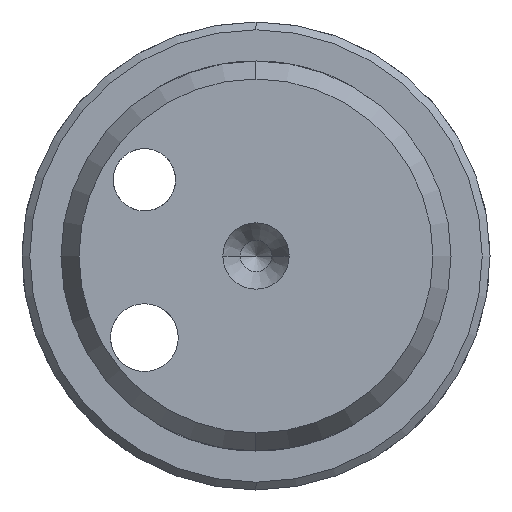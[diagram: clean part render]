
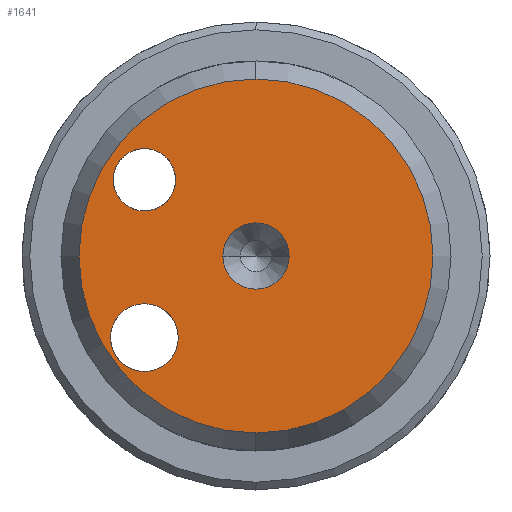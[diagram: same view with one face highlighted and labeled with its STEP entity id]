
A CAD part, left-side view. The second image highlights one B-rep face of the part: STEP entity #1641.
In plain terms, the highlighted planar face has unit normal (-1, 0, 0).
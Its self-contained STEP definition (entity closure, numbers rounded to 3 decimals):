
#56 = FACE_BOUND ( 'NONE', #2654, .T. ) ;
#61 = EDGE_LOOP ( 'NONE', ( #1886, #123 ) ) ;
#92 = CARTESIAN_POINT ( 'NONE',  ( -155., 0., 0. ) ) ;
#93 = VERTEX_POINT ( 'NONE', #2051 ) ;
#123 = ORIENTED_EDGE ( 'NONE', *, *, #1019, .T. ) ;
#129 = AXIS2_PLACEMENT_3D ( 'NONE', #2155, #3259, #761 ) ;
#181 = VERTEX_POINT ( 'NONE', #3164 ) ;
#291 = ORIENTED_EDGE ( 'NONE', *, *, #360, .T. ) ;
#355 = ORIENTED_EDGE ( 'NONE', *, *, #550, .T. ) ;
#360 = EDGE_CURVE ( 'NONE', #181, #1283, #1861, .T. ) ;
#383 = EDGE_CURVE ( 'NONE', #1283, #181, #2859, .T. ) ;
#387 = ORIENTED_EDGE ( 'NONE', *, *, #725, .T. ) ;
#408 = CIRCLE ( 'NONE', #129, 2.125 ) ;
#501 = DIRECTION ( 'NONE',  ( 1., 0., 0. ) ) ;
#530 = DIRECTION ( 'NONE',  ( 0., 0., -1. ) ) ;
#540 = VERTEX_POINT ( 'NONE', #2917 ) ;
#550 = EDGE_CURVE ( 'NONE', #93, #2482, #3194, .T. ) ;
#563 = EDGE_LOOP ( 'NONE', ( #2703, #2717 ) ) ;
#578 = AXIS2_PLACEMENT_3D ( 'NONE', #2150, #501, #1599 ) ;
#584 = AXIS2_PLACEMENT_3D ( 'NONE', #1904, #3013, #530 ) ;
#588 = AXIS2_PLACEMENT_3D ( 'NONE', #862, #1985, #3086 ) ;
#599 = DIRECTION ( 'NONE',  ( 0., 0., -1. ) ) ;
#725 = EDGE_CURVE ( 'NONE', #2482, #93, #2628, .T. ) ;
#761 = DIRECTION ( 'NONE',  ( 0., 1., 0. ) ) ;
#775 = EDGE_CURVE ( 'NONE', #540, #2110, #1377, .T. ) ;
#811 = AXIS2_PLACEMENT_3D ( 'NONE', #1107, #2248, #3337 ) ;
#820 = CARTESIAN_POINT ( 'NONE',  ( -155., 0., 0. ) ) ;
#862 = CARTESIAN_POINT ( 'NONE',  ( -155., 12.5, 0. ) ) ;
#966 = DIRECTION ( 'NONE',  ( 1., 0., 0. ) ) ;
#1019 = EDGE_CURVE ( 'NONE', #1938, #1463, #408, .T. ) ;
#1087 = EDGE_LOOP ( 'NONE', ( #2944, #291 ) ) ;
#1107 = CARTESIAN_POINT ( 'NONE',  ( -155., 7.155, 4.888 ) ) ;
#1119 = CIRCLE ( 'NONE', #1477, 11.345 ) ;
#1127 = FACE_OUTER_BOUND ( 'NONE', #563, .T. ) ;
#1151 = AXIS2_PLACEMENT_3D ( 'NONE', #3462, #966, #2088 ) ;
#1167 = DIRECTION ( 'NONE',  ( -1., 0., 0. ) ) ;
#1283 = VERTEX_POINT ( 'NONE', #2901 ) ;
#1377 = CIRCLE ( 'NONE', #2969, 11.345 ) ;
#1430 = CARTESIAN_POINT ( 'NONE',  ( -155., 0., 11.345 ) ) ;
#1463 = VERTEX_POINT ( 'NONE', #2433 ) ;
#1477 = AXIS2_PLACEMENT_3D ( 'NONE', #92, #1167, #2311 ) ;
#1481 = EDGE_CURVE ( 'NONE', #1463, #1938, #2620, .T. ) ;
#1599 = DIRECTION ( 'NONE',  ( 0., 1., 0. ) ) ;
#1641 = ADVANCED_FACE ( 'NONE', ( #2538, #56, #1127, #2267 ), #3357, .F. ) ;
#1666 = EDGE_CURVE ( 'NONE', #2110, #540, #1119, .T. ) ;
#1861 = CIRCLE ( 'NONE', #811, 2. ) ;
#1886 = ORIENTED_EDGE ( 'NONE', *, *, #1481, .T. ) ;
#1904 = CARTESIAN_POINT ( 'NONE',  ( -155., 7.155, -5.23 ) ) ;
#1938 = VERTEX_POINT ( 'NONE', #2769 ) ;
#1945 = DIRECTION ( 'NONE',  ( -1., 0., 0. ) ) ;
#1984 = CARTESIAN_POINT ( 'NONE',  ( -155., 7.155, 4.888 ) ) ;
#1985 = DIRECTION ( 'NONE',  ( 1., 0., 0. ) ) ;
#2051 = CARTESIAN_POINT ( 'NONE',  ( -155., 7.155, -3.059 ) ) ;
#2088 = DIRECTION ( 'NONE',  ( 0., 0., -1. ) ) ;
#2110 = VERTEX_POINT ( 'NONE', #1430 ) ;
#2150 = CARTESIAN_POINT ( 'NONE',  ( -155., 0., 0. ) ) ;
#2155 = CARTESIAN_POINT ( 'NONE',  ( -155., 0., 0. ) ) ;
#2248 = DIRECTION ( 'NONE',  ( 1., 0., 0. ) ) ;
#2267 = FACE_BOUND ( 'NONE', #61, .T. ) ;
#2311 = DIRECTION ( 'NONE',  ( 0., 0., -1. ) ) ;
#2433 = CARTESIAN_POINT ( 'NONE',  ( -155., -2.125, 0. ) ) ;
#2482 = VERTEX_POINT ( 'NONE', #2588 ) ;
#2538 = FACE_BOUND ( 'NONE', #1087, .T. ) ;
#2588 = CARTESIAN_POINT ( 'NONE',  ( -155., 7.155, -7.401 ) ) ;
#2620 = CIRCLE ( 'NONE', #578, 2.125 ) ;
#2628 = CIRCLE ( 'NONE', #584, 2.171 ) ;
#2654 = EDGE_LOOP ( 'NONE', ( #387, #355 ) ) ;
#2703 = ORIENTED_EDGE ( 'NONE', *, *, #775, .T. ) ;
#2717 = ORIENTED_EDGE ( 'NONE', *, *, #1666, .T. ) ;
#2769 = CARTESIAN_POINT ( 'NONE',  ( -155., 2.125, 0. ) ) ;
#2859 = CIRCLE ( 'NONE', #3304, 2. ) ;
#2901 = CARTESIAN_POINT ( 'NONE',  ( -155., 7.155, 2.888 ) ) ;
#2917 = CARTESIAN_POINT ( 'NONE',  ( -155., 0., -11.345 ) ) ;
#2944 = ORIENTED_EDGE ( 'NONE', *, *, #383, .T. ) ;
#2969 = AXIS2_PLACEMENT_3D ( 'NONE', #820, #1945, #3044 ) ;
#3013 = DIRECTION ( 'NONE',  ( 1., 0., 0. ) ) ;
#3044 = DIRECTION ( 'NONE',  ( 0., 0., -1. ) ) ;
#3085 = DIRECTION ( 'NONE',  ( 1., 0., 0. ) ) ;
#3086 = DIRECTION ( 'NONE',  ( 0., 0., -1. ) ) ;
#3164 = CARTESIAN_POINT ( 'NONE',  ( -155., 7.155, 6.888 ) ) ;
#3194 = CIRCLE ( 'NONE', #1151, 2.171 ) ;
#3259 = DIRECTION ( 'NONE',  ( 1., 0., 0. ) ) ;
#3304 = AXIS2_PLACEMENT_3D ( 'NONE', #1984, #3085, #599 ) ;
#3337 = DIRECTION ( 'NONE',  ( 0., 0., -1. ) ) ;
#3357 = PLANE ( 'NONE',  #588 ) ;
#3462 = CARTESIAN_POINT ( 'NONE',  ( -155., 7.155, -5.23 ) ) ;
